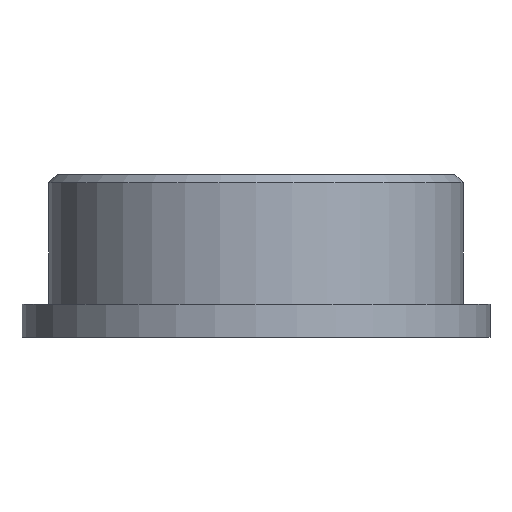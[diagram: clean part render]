
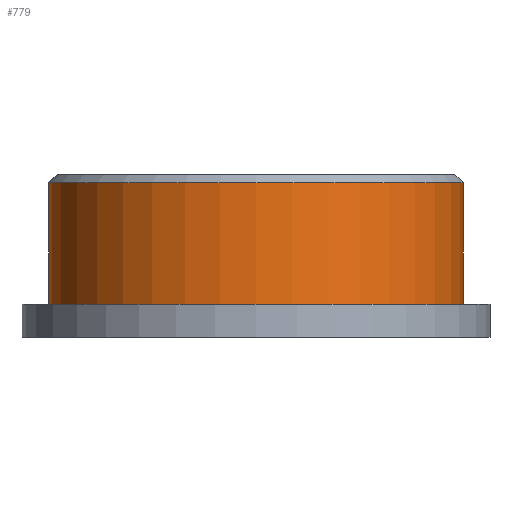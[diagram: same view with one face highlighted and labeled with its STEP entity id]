
A CAD part, front view. The second image highlights one B-rep face of the part: STEP entity #779.
In plain terms, the highlighted cylindrical face has radius 6.35 mm (diameter 12.7 mm), a partial arc.
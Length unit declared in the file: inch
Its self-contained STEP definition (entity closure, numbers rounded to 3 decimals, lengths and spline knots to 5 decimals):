
#68 = DIRECTION ( 'NONE',  ( 0., 0., 1. ) ) ;
#80 = CARTESIAN_POINT ( 'NONE',  ( 0., 0., 0.0882 ) ) ;
#103 = AXIS2_PLACEMENT_3D ( 'NONE', #491, #1629, #1619 ) ;
#104 = DIRECTION ( 'NONE',  ( 1., 0., 0. ) ) ;
#162 = CARTESIAN_POINT ( 'NONE',  ( -0.25, 0., -0.058 ) ) ;
#278 = ORIENTED_EDGE ( 'NONE', *, *, #1472, .F. ) ;
#319 = FACE_OUTER_BOUND ( 'NONE', #2029, .T. ) ;
#388 = AXIS2_PLACEMENT_3D ( 'NONE', #2076, #920, #1429 ) ;
#421 = CIRCLE ( 'NONE', #558, 0.25 ) ;
#485 = LINE ( 'NONE', #1938, #1935 ) ;
#491 = CARTESIAN_POINT ( 'NONE',  ( 0., 0., 0.098 ) ) ;
#558 = AXIS2_PLACEMENT_3D ( 'NONE', #80, #68, #104 ) ;
#580 = CARTESIAN_POINT ( 'NONE',  ( 0.25, 0., 0.0882 ) ) ;
#600 = CARTESIAN_POINT ( 'NONE',  ( -0.25, 0., 0.098 ) ) ;
#629 = EDGE_CURVE ( 'NONE', #1276, #1509, #421, .T. ) ;
#779 = ADVANCED_FACE ( 'NONE', ( #319 ), #1101, .T. ) ;
#920 = DIRECTION ( 'NONE',  ( 0., 0., 1. ) ) ;
#1010 = CARTESIAN_POINT ( 'NONE',  ( 0.25, 0., -0.058 ) ) ;
#1101 = CYLINDRICAL_SURFACE ( 'NONE', #103, 0.25 ) ;
#1123 = VECTOR ( 'NONE', #2044, 39.37008 ) ;
#1276 = VERTEX_POINT ( 'NONE', #1830 ) ;
#1309 = CIRCLE ( 'NONE', #388, 0.25 ) ;
#1380 = LINE ( 'NONE', #600, #1123 ) ;
#1429 = DIRECTION ( 'NONE',  ( 1., 0., 0. ) ) ;
#1472 = EDGE_CURVE ( 'NONE', #1850, #1276, #1380, .T. ) ;
#1507 = EDGE_CURVE ( 'NONE', #1850, #1948, #1309, .T. ) ;
#1509 = VERTEX_POINT ( 'NONE', #580 ) ;
#1619 = DIRECTION ( 'NONE',  ( 1., 0., 0. ) ) ;
#1629 = DIRECTION ( 'NONE',  ( 0., 0., 1. ) ) ;
#1824 = ORIENTED_EDGE ( 'NONE', *, *, #1994, .T. ) ;
#1830 = CARTESIAN_POINT ( 'NONE',  ( -0.25, 0., 0.0882 ) ) ;
#1850 = VERTEX_POINT ( 'NONE', #162 ) ;
#1909 = ORIENTED_EDGE ( 'NONE', *, *, #1507, .T. ) ;
#1935 = VECTOR ( 'NONE', #2112, 39.37008 ) ;
#1938 = CARTESIAN_POINT ( 'NONE',  ( 0.25, 0., 0.098 ) ) ;
#1948 = VERTEX_POINT ( 'NONE', #1010 ) ;
#1994 = EDGE_CURVE ( 'NONE', #1948, #1509, #485, .T. ) ;
#2029 = EDGE_LOOP ( 'NONE', ( #278, #1909, #1824, #2082 ) ) ;
#2044 = DIRECTION ( 'NONE',  ( 0., 0., 1. ) ) ;
#2076 = CARTESIAN_POINT ( 'NONE',  ( 0., 0., -0.058 ) ) ;
#2082 = ORIENTED_EDGE ( 'NONE', *, *, #629, .F. ) ;
#2112 = DIRECTION ( 'NONE',  ( 0., 0., 1. ) ) ;
